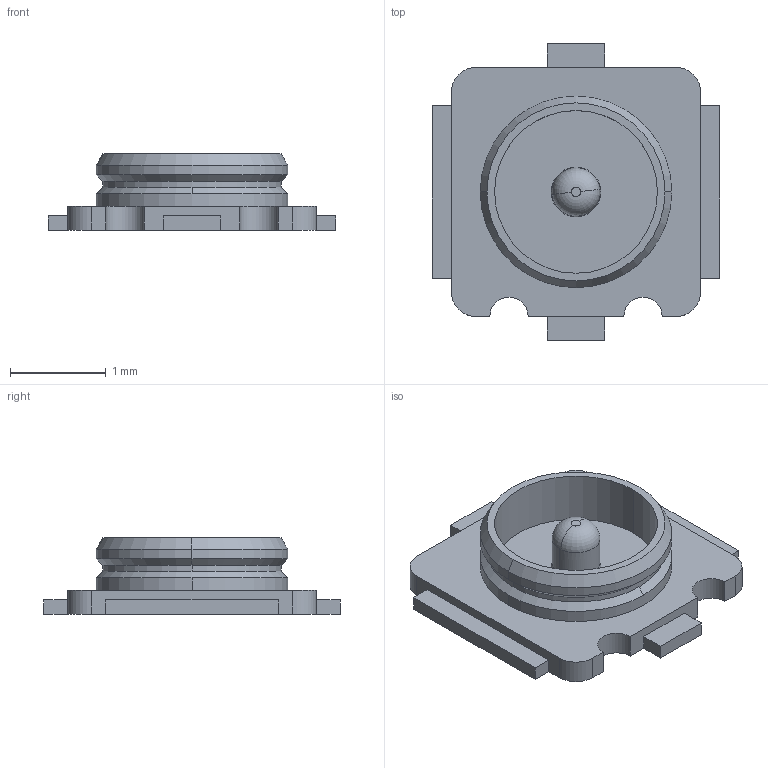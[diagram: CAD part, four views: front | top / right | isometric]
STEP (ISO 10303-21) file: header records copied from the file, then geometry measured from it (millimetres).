
FILE_DESCRIPTION(('Creo Elements/Direct Modeling STEP Export'),'2;1');
FILE_NAME('N.FL-R-SMT-1.stp','2016-06-14T17:09:29',(''),(''),'Creo Elements/Direct Modeling STEP processor for AP214 (Solid Model)','Creo Elements/Direct Modeling 18.1E 22-Nov-2013 (C) Parametric Technology GmbH','');
FILE_SCHEMA(('AUTOMOTIVE_DESIGN { 1 0 10303 214 1 1 1 1 }'));
Length unit declared in the file: millimetre
Products named in the file (1): N.FL-R-SMT-1
Bounding box: 3 x 3.1 x 0.8 mm (x, y, z)
Volume: 2.2 mm3; surface area: 25.5 mm2
Topology: 1 solids, 1 shells, 59 faces, 151 edges, 96 vertices
Faces by surface type: plane 27, cylinder 18, torus 8, cone 6
Entity records: 1993 total; most frequent: ORIENTED_EDGE 298, CARTESIAN_POINT 282, DIRECTION 282, EDGE_CURVE 149, AXIS2_PLACEMENT_3D 96, VERTEX_POINT 96, VECTOR 90, LINE 90
